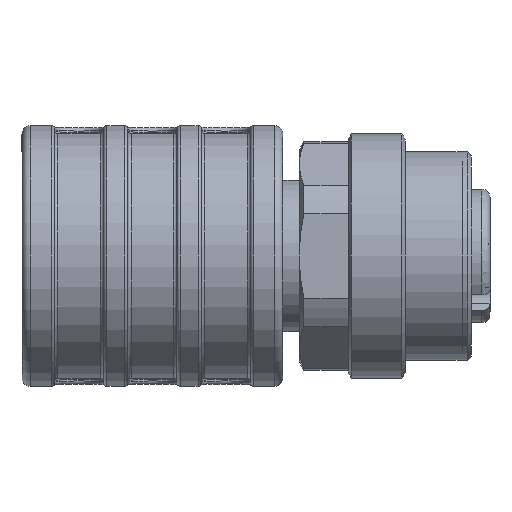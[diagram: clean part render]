
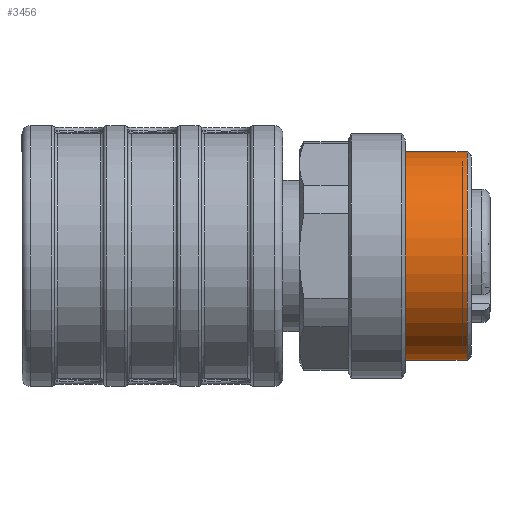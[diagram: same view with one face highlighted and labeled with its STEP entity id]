
A CAD part, left-side view. The second image highlights one B-rep face of the part: STEP entity #3456.
In plain terms, the highlighted cylindrical face has radius 6.4 mm (diameter 12.8 mm), a full revolution.
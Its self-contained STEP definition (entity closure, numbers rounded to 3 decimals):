
#3456=ADVANCED_FACE('',(#4149,#4150),#4023,.T.);
#4023=CYLINDRICAL_SURFACE('',#11594,6.4);
#4149=FACE_BOUND('',#4568,.T.);
#4150=FACE_BOUND('',#4569,.T.);
#4568=EDGE_LOOP('',(#6091));
#4569=EDGE_LOOP('',(#6092));
#6091=ORIENTED_EDGE('',*,*,#9734,.T.);
#6092=ORIENTED_EDGE('',*,*,#9735,.T.);
#8542=VERTEX_POINT('',#15506);
#8543=VERTEX_POINT('',#15509);
#9734=EDGE_CURVE('',#8542,#8542,#11030,.T.);
#9735=EDGE_CURVE('',#8543,#8543,#11031,.T.);
#11030=CIRCLE('',#11591,6.4);
#11031=CIRCLE('',#11593,6.4);
#11591=AXIS2_PLACEMENT_3D('',#15505,#13087,#13088);
#11593=AXIS2_PLACEMENT_3D('',#15508,#13091,#13092);
#11594=AXIS2_PLACEMENT_3D('',#15510,#13093,#13094);
#13087=DIRECTION('',(0.,1.,0.));
#13088=DIRECTION('',(1.,0.,0.));
#13091=DIRECTION('',(0.,-1.,0.));
#13092=DIRECTION('',(0.,0.,-1.));
#13093=DIRECTION('',(0.,-1.,0.));
#13094=DIRECTION('',(0.,0.,1.));
#15505=CARTESIAN_POINT('',(37.901,-19.3,0.));
#15506=CARTESIAN_POINT('',(44.301,-19.3,0.));
#15508=CARTESIAN_POINT('',(37.901,-15.5,0.));
#15509=CARTESIAN_POINT('',(37.901,-15.5,-6.4));
#15510=CARTESIAN_POINT('',(37.901,-19.5,0.));
